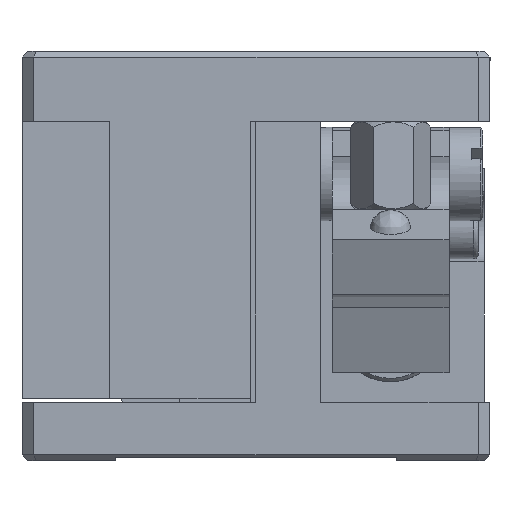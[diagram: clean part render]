
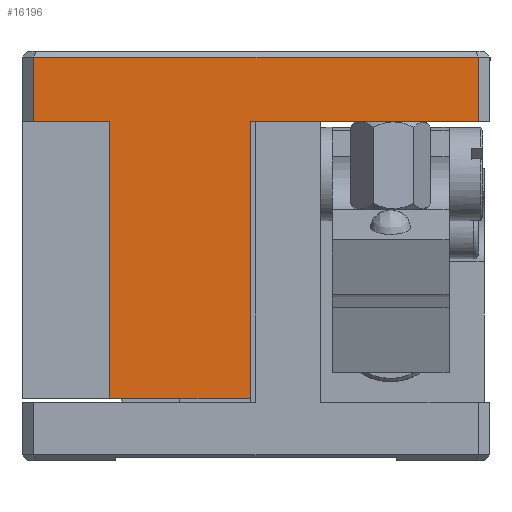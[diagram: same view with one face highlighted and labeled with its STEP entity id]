
A CAD part, left-side view. The second image highlights one B-rep face of the part: STEP entity #16196.
In plain terms, the highlighted planar face has unit normal (-1, 0, 0).
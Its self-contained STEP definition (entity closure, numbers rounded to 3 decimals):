
#403 = DIRECTION ( 'NONE',  ( 0., 0., 1. ) ) ;
#438 = DIRECTION ( 'NONE',  ( 0., 0., -1. ) ) ;
#611 = CARTESIAN_POINT ( 'NONE',  ( -57.34, -12.931, 19. ) ) ;
#1106 = VECTOR ( 'NONE', #403, 1000. ) ;
#1889 = ORIENTED_EDGE ( 'NONE', *, *, #5640, .F. ) ;
#2196 = DIRECTION ( 'NONE',  ( 0., 0., -1. ) ) ;
#2199 = LINE ( 'NONE', #10042, #3953 ) ;
#2231 = LINE ( 'NONE', #9150, #5241 ) ;
#2324 = VECTOR ( 'NONE', #10941, 1000. ) ;
#2333 = EDGE_CURVE ( 'NONE', #17047, #12216, #11093, .T. ) ;
#2449 = CARTESIAN_POINT ( 'NONE',  ( -57.34, 10.769, -19. ) ) ;
#3787 = ORIENTED_EDGE ( 'NONE', *, *, #14237, .F. ) ;
#3953 = VECTOR ( 'NONE', #438, 1000. ) ;
#4136 = ORIENTED_EDGE ( 'NONE', *, *, #10727, .F. ) ;
#4261 = ORIENTED_EDGE ( 'NONE', *, *, #10768, .F. ) ;
#4829 = ORIENTED_EDGE ( 'NONE', *, *, #15433, .F. ) ;
#4950 = LINE ( 'NONE', #13636, #11132 ) ;
#5241 = VECTOR ( 'NONE', #7359, 1000. ) ;
#5640 = EDGE_CURVE ( 'NONE', #12440, #10883, #12974, .T. ) ;
#6363 = LINE ( 'NONE', #6855, #1106 ) ;
#6797 = LINE ( 'NONE', #15541, #11479 ) ;
#6855 = CARTESIAN_POINT ( 'NONE',  ( -57.34, 16.269, -19. ) ) ;
#7359 = DIRECTION ( 'NONE',  ( 0., 0., -1. ) ) ;
#7488 = VERTEX_POINT ( 'NONE', #11497 ) ;
#7569 = CARTESIAN_POINT ( 'NONE',  ( -57.34, 10.769, 19. ) ) ;
#7663 = EDGE_CURVE ( 'NONE', #10883, #18284, #13909, .T. ) ;
#7873 = DIRECTION ( 'NONE',  ( 0., -1., 0. ) ) ;
#8936 = CARTESIAN_POINT ( 'NONE',  ( -57.34, 10.769, 19. ) ) ;
#9150 = CARTESIAN_POINT ( 'NONE',  ( -57.34, -12.931, 19. ) ) ;
#10042 = CARTESIAN_POINT ( 'NONE',  ( -57.34, 10.769, 19. ) ) ;
#10171 = DIRECTION ( 'NONE',  ( 0., 1., 0. ) ) ;
#10727 = EDGE_CURVE ( 'NONE', #12216, #16922, #2199, .T. ) ;
#10736 = CARTESIAN_POINT ( 'NONE',  ( -57.34, -12.931, -0.5 ) ) ;
#10747 = FACE_OUTER_BOUND ( 'NONE', #17336, .T. ) ;
#10768 = EDGE_CURVE ( 'NONE', #16922, #17178, #4950, .T. ) ;
#10883 = VERTEX_POINT ( 'NONE', #18507 ) ;
#10941 = DIRECTION ( 'NONE',  ( 0., 0., -1. ) ) ;
#11093 = LINE ( 'NONE', #17651, #19974 ) ;
#11132 = VECTOR ( 'NONE', #10171, 1000. ) ;
#11479 = VECTOR ( 'NONE', #7873, 1000. ) ;
#11483 = ORIENTED_EDGE ( 'NONE', *, *, #7663, .F. ) ;
#11497 = CARTESIAN_POINT ( 'NONE',  ( -57.34, 16.269, 19. ) ) ;
#11694 = DIRECTION ( 'NONE',  ( 1., 0., 0. ) ) ;
#11860 = CARTESIAN_POINT ( 'NONE',  ( -57.34, 16.269, -19. ) ) ;
#11885 = AXIS2_PLACEMENT_3D ( 'NONE', #611, #11694, #2196 ) ;
#12216 = VERTEX_POINT ( 'NONE', #17969 ) ;
#12440 = VERTEX_POINT ( 'NONE', #8936 ) ;
#12974 = LINE ( 'NONE', #7569, #2324 ) ;
#13636 = CARTESIAN_POINT ( 'NONE',  ( -57.34, -12.931, -19. ) ) ;
#13909 = LINE ( 'NONE', #10736, #20298 ) ;
#14237 = EDGE_CURVE ( 'NONE', #17178, #7488, #6363, .T. ) ;
#14492 = CARTESIAN_POINT ( 'NONE',  ( -57.34, -12.931, -0.5 ) ) ;
#14951 = ORIENTED_EDGE ( 'NONE', *, *, #18725, .F. ) ;
#15433 = EDGE_CURVE ( 'NONE', #7488, #12440, #6797, .T. ) ;
#15541 = CARTESIAN_POINT ( 'NONE',  ( -57.34, -12.931, 19. ) ) ;
#15574 = DIRECTION ( 'NONE',  ( 0., -1., 0. ) ) ;
#15687 = ORIENTED_EDGE ( 'NONE', *, *, #2333, .F. ) ;
#16196 = ADVANCED_FACE ( 'NONE', ( #10747 ), #17826, .F. ) ;
#16922 = VERTEX_POINT ( 'NONE', #2449 ) ;
#17040 = CARTESIAN_POINT ( 'NONE',  ( -57.34, -12.931, -12.5 ) ) ;
#17047 = VERTEX_POINT ( 'NONE', #17040 ) ;
#17178 = VERTEX_POINT ( 'NONE', #11860 ) ;
#17336 = EDGE_LOOP ( 'NONE', ( #15687, #14951, #11483, #1889, #4829, #3787, #4261, #4136 ) ) ;
#17651 = CARTESIAN_POINT ( 'NONE',  ( -57.34, -12.931, -12.5 ) ) ;
#17826 = PLANE ( 'NONE',  #11885 ) ;
#17969 = CARTESIAN_POINT ( 'NONE',  ( -57.34, 10.769, -12.5 ) ) ;
#18284 = VERTEX_POINT ( 'NONE', #14492 ) ;
#18507 = CARTESIAN_POINT ( 'NONE',  ( -57.34, 10.769, -0.5 ) ) ;
#18725 = EDGE_CURVE ( 'NONE', #18284, #17047, #2231, .T. ) ;
#19974 = VECTOR ( 'NONE', #20323, 1000. ) ;
#20298 = VECTOR ( 'NONE', #15574, 1000. ) ;
#20323 = DIRECTION ( 'NONE',  ( 0., 1., 0. ) ) ;
